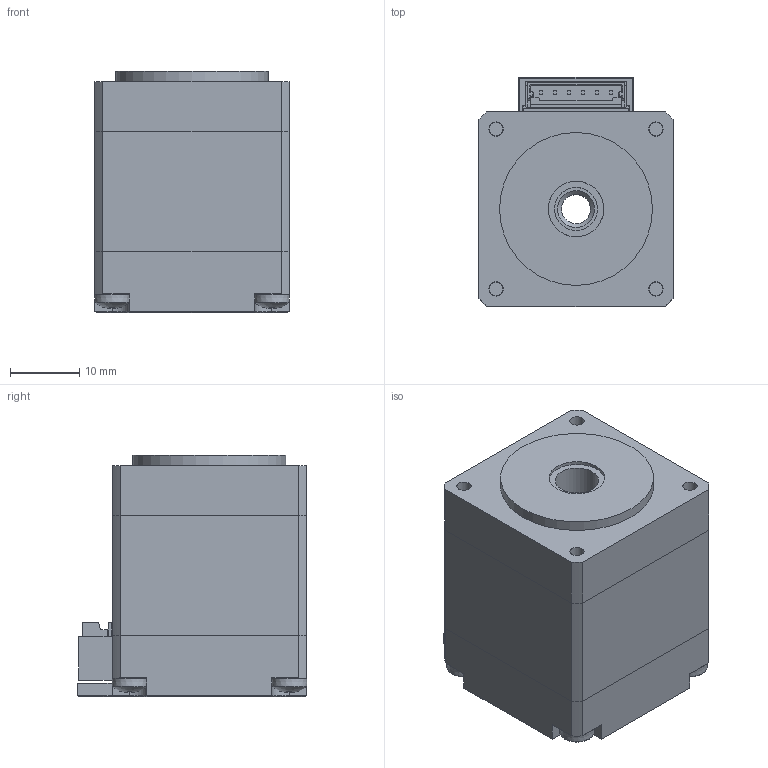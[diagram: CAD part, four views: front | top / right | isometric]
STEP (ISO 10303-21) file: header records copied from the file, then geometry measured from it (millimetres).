
FILE_DESCRIPTION((''),'2;1');
FILE_NAME('LA281S-A.stp','2018-08-21T14:19:55',('tao.xu'),(''),'Autodesk Inventor 2013','Autodesk Inventor 2013','');
FILE_SCHEMA(('CONFIG_CONTROL_DESIGN'));
Length unit declared in the file: millimetre
Products named in the file (1): 零件18
Bounding box: 28 x 33 x 34.8 mm (x, y, z)
Volume: 25934.4 mm3; surface area: 7386.5 mm2
Topology: 2 solids, 3 shells, 442 faces, 1163 edges, 749 vertices
Faces by surface type: plane 324, cone 51, cylinder 43, torus 20, sphere 4
Full cylindrical faces by diameter (mm): 2.05 x4, 4.2 x1, 6.2 x2, 8 x3, 9 x1, 9.5 x1, 22 x1
Entity records: 14187 total; most frequent: CARTESIAN_POINT 3155, ORIENTED_EDGE 2230, DIRECTION 2086, EDGE_CURVE 1115, VECTOR 774, LINE 774, VERTEX_POINT 733, AXIS2_PLACEMENT_3D 656
